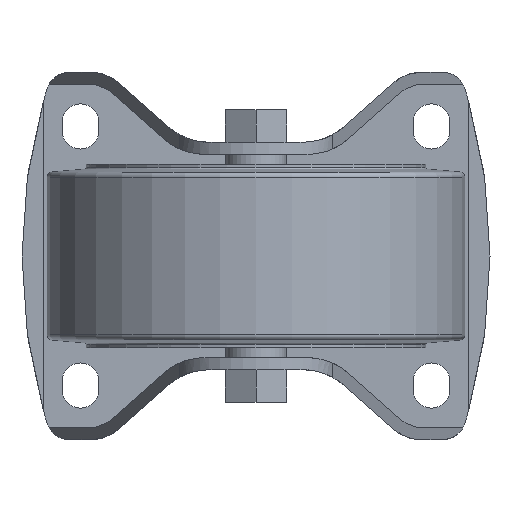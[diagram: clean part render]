
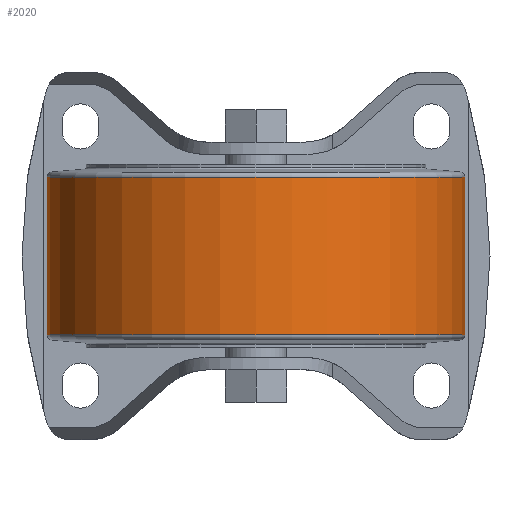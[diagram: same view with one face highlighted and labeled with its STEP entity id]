
A CAD part, front view. The second image highlights one B-rep face of the part: STEP entity #2020.
In plain terms, the highlighted cylindrical face has radius 62.5 mm (diameter 125 mm), a full revolution.
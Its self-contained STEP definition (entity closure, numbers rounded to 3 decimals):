
#982=ORIENTED_EDGE('',*,*,#1261,.T.);
#983=ORIENTED_EDGE('',*,*,#1260,.F.);
#1260=EDGE_CURVE('',#1454,#1454,#1540,.T.);
#1261=EDGE_CURVE('',#1455,#1455,#1541,.T.);
#1454=VERTEX_POINT('',#3495);
#1455=VERTEX_POINT('',#3498);
#1540=CIRCLE('',#2256,62.5);
#1541=CIRCLE('',#2258,62.5);
#1698=EDGE_LOOP('',(#982));
#1699=EDGE_LOOP('',(#983));
#1860=FACE_BOUND('',#1698,.T.);
#1861=FACE_BOUND('',#1699,.T.);
#1906=CYLINDRICAL_SURFACE('',#2257,62.5);
#2020=ADVANCED_FACE('',(#1860,#1861),#1906,.T.);
#2256=AXIS2_PLACEMENT_3D('',#3494,#2860,#2861);
#2257=AXIS2_PLACEMENT_3D('',#3496,#2862,#2863);
#2258=AXIS2_PLACEMENT_3D('',#3497,#2864,#2865);
#2860=DIRECTION('',(0.,0.,-1.));
#2861=DIRECTION('',(-1.,0.,0.));
#2862=DIRECTION('',(0.,0.,-1.));
#2863=DIRECTION('',(-1.,0.,0.));
#2864=DIRECTION('',(0.,0.,-1.));
#2865=DIRECTION('',(-1.,0.,0.));
#3494=CARTESIAN_POINT('',(0.,0.,-23.626));
#3495=CARTESIAN_POINT('',(-62.5,0.,-23.626));
#3496=CARTESIAN_POINT('',(0.,0.,-22.5));
#3497=CARTESIAN_POINT('',(0.,0.,23.626));
#3498=CARTESIAN_POINT('',(-62.5,0.,23.626));
